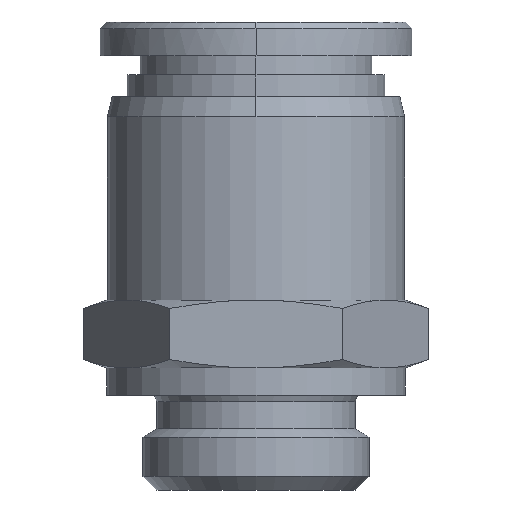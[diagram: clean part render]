
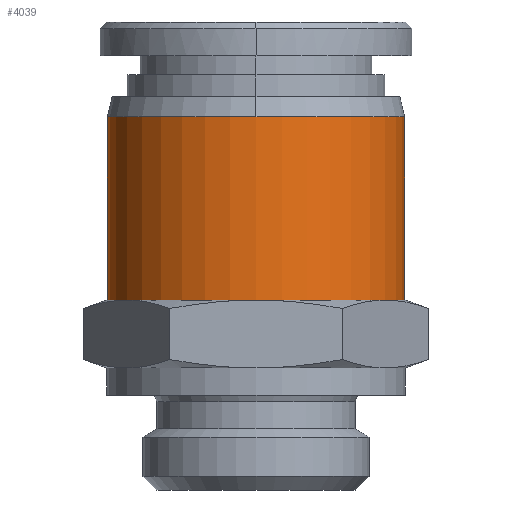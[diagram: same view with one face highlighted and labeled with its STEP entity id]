
A CAD part, left-side view. The second image highlights one B-rep face of the part: STEP entity #4039.
In plain terms, the highlighted cylindrical face has radius 10.95 mm (diameter 21.9 mm), a partial arc.
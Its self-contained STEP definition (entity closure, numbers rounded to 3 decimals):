
#122 = DIRECTION ( 'NONE',  ( 0., 0., 1. ) ) ;
#213 = CYLINDRICAL_SURFACE ( 'NONE', #2142, 10.95 ) ;
#610 = EDGE_CURVE ( 'NONE', #6968, #5214, #1416, .T. ) ;
#742 = DIRECTION ( 'NONE',  ( -1., 0., 0. ) ) ;
#1399 = CIRCLE ( 'NONE', #8230, 10.95 ) ;
#1416 = CIRCLE ( 'NONE', #3873, 10.95 ) ;
#1422 = FACE_OUTER_BOUND ( 'NONE', #3236, .T. ) ;
#1572 = ORIENTED_EDGE ( 'NONE', *, *, #5037, .F. ) ;
#1839 = VERTEX_POINT ( 'NONE', #8018 ) ;
#2106 = DIRECTION ( 'NONE',  ( 0., 0., 1. ) ) ;
#2142 = AXIS2_PLACEMENT_3D ( 'NONE', #5190, #122, #4599 ) ;
#2785 = CIRCLE ( 'NONE', #3458, 10.95 ) ;
#3007 = ORIENTED_EDGE ( 'NONE', *, *, #3619, .T. ) ;
#3236 = EDGE_LOOP ( 'NONE', ( #4641, #5974, #3007, #1572, #4199 ) ) ;
#3277 = VECTOR ( 'NONE', #4140, 1000. ) ;
#3304 = DIRECTION ( 'NONE',  ( -1., 0., 0. ) ) ;
#3325 = CARTESIAN_POINT ( 'NONE',  ( 6.05, 0., -6.75 ) ) ;
#3458 = AXIS2_PLACEMENT_3D ( 'NONE', #3325, #2106, #5331 ) ;
#3512 = CARTESIAN_POINT ( 'NONE',  ( 17., 0., -6.75 ) ) ;
#3619 = EDGE_CURVE ( 'NONE', #5695, #1839, #6909, .T. ) ;
#3722 = CARTESIAN_POINT ( 'NONE',  ( -4.9, 0., -6.75 ) ) ;
#3873 = AXIS2_PLACEMENT_3D ( 'NONE', #5229, #7132, #3304 ) ;
#4039 = ADVANCED_FACE ( 'NONE', ( #1422 ), #213, .T. ) ;
#4140 = DIRECTION ( 'NONE',  ( 0., 0., 1. ) ) ;
#4199 = ORIENTED_EDGE ( 'NONE', *, *, #610, .F. ) ;
#4599 = DIRECTION ( 'NONE',  ( 1., 0., 0. ) ) ;
#4641 = ORIENTED_EDGE ( 'NONE', *, *, #5201, .F. ) ;
#4666 = DIRECTION ( 'NONE',  ( 0., 0., 1. ) ) ;
#4744 = CARTESIAN_POINT ( 'NONE',  ( -4.9, 0., 6. ) ) ;
#4799 = LINE ( 'NONE', #4744, #3277 ) ;
#4887 = VERTEX_POINT ( 'NONE', #3722 ) ;
#5037 = EDGE_CURVE ( 'NONE', #5214, #1839, #1399, .T. ) ;
#5190 = CARTESIAN_POINT ( 'NONE',  ( 6.05, 0., 6. ) ) ;
#5201 = EDGE_CURVE ( 'NONE', #4887, #6968, #4799, .T. ) ;
#5214 = VERTEX_POINT ( 'NONE', #5368 ) ;
#5229 = CARTESIAN_POINT ( 'NONE',  ( 6.05, 0., 6.75 ) ) ;
#5331 = DIRECTION ( 'NONE',  ( 1., 0., 0. ) ) ;
#5368 = CARTESIAN_POINT ( 'NONE',  ( 6.05, -10.95, 6.75 ) ) ;
#5423 = CARTESIAN_POINT ( 'NONE',  ( -4.9, 0., 6.75 ) ) ;
#5516 = EDGE_CURVE ( 'NONE', #4887, #5695, #2785, .T. ) ;
#5695 = VERTEX_POINT ( 'NONE', #3512 ) ;
#5974 = ORIENTED_EDGE ( 'NONE', *, *, #5516, .T. ) ;
#6420 = VECTOR ( 'NONE', #8125, 1000. ) ;
#6909 = LINE ( 'NONE', #7293, #6420 ) ;
#6968 = VERTEX_POINT ( 'NONE', #5423 ) ;
#7132 = DIRECTION ( 'NONE',  ( 0., 0., 1. ) ) ;
#7293 = CARTESIAN_POINT ( 'NONE',  ( 17., 0., 6. ) ) ;
#7879 = CARTESIAN_POINT ( 'NONE',  ( 6.05, 0., 6.75 ) ) ;
#8018 = CARTESIAN_POINT ( 'NONE',  ( 17., 0., 6.75 ) ) ;
#8125 = DIRECTION ( 'NONE',  ( 0., 0., 1. ) ) ;
#8230 = AXIS2_PLACEMENT_3D ( 'NONE', #7879, #4666, #742 ) ;
